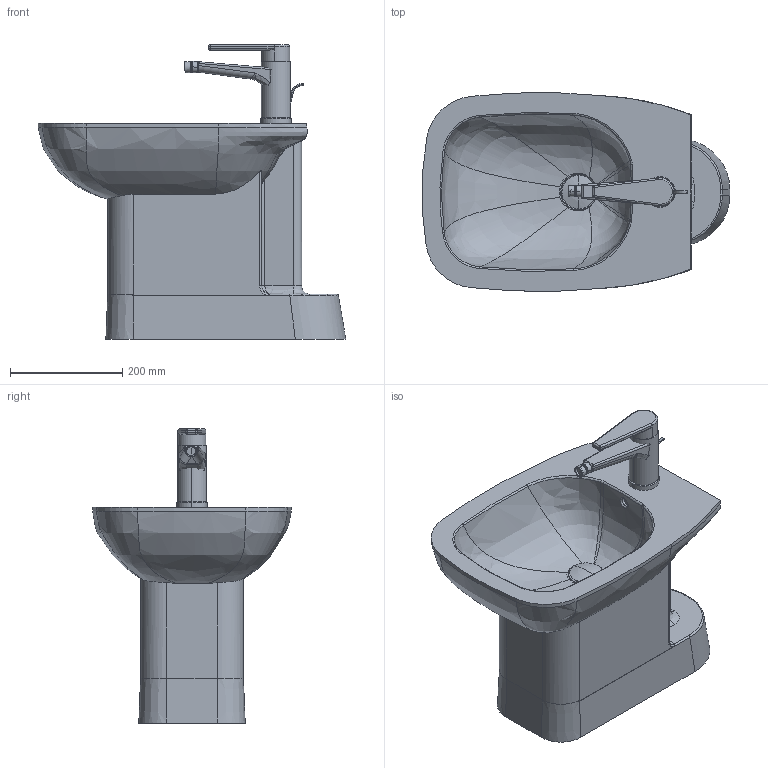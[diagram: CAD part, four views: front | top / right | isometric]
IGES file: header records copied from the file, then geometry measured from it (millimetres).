
Global section: file name: No Iges File Name specified; native system: Autodesk Inventor 2009; preprocessor: AutoDesk Inventor Iges Exporter R2009; author: Andreas; date: 20090708.183515; units: millimetre
Bounding box: 548.93 x 354.04 x 525 mm (x, y, z)
Volume: 14522156.7 mm3; surface area: 1055059.2 mm2
Topology: 9 solids, 9 shells, 257 faces, 628 edges, 378 vertices
Faces by surface type: cylinder 72, plane 67, bspline 57, revolution 30, torus 17, sphere 8, cone 6
